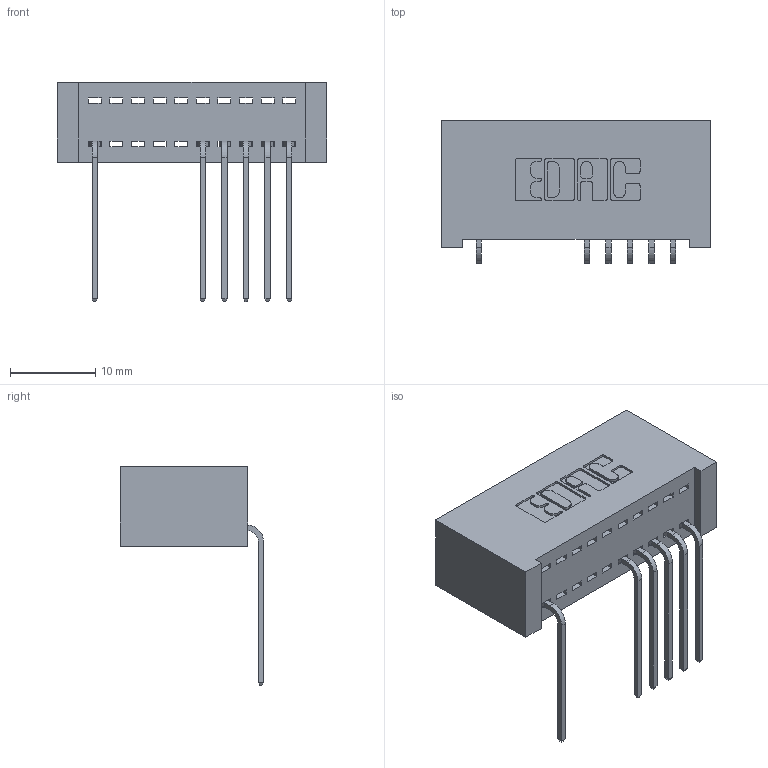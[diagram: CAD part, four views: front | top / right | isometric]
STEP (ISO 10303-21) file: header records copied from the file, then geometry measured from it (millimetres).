
FILE_DESCRIPTION (( 'STEP AP203' ), '1' );
FILE_NAME ('392-010-559-101.STEP', '2018-08-14T20:58:31', ( '' ), ( '' ), 'SwSTEP 2.0', 'SolidWorks 2016', '' );
FILE_SCHEMA (( 'CONFIG_CONTROL_DESIGN' ));
Length unit declared in the file: inch
Products named in the file (3): 342 Part_Lugless; 345-292-001_558 559 Tail - 1; 392-010-559-101
Assembly tree (7 placements, depth 2):
  392-010-559-101
    342 Part_Lugless
    345-292-001_558 559 Tail - 1  x6
Bounding box: 31.65 x 16.83 x 25.78 mm (x, y, z)
Volume: 3040.3 mm3; surface area: 4066.8 mm2
Topology: 7 solids, 7 shells, 510 faces, 1535 edges, 1014 vertices
Faces by surface type: plane 374, cylinder 136
Entity records: 9799 total; most frequent: CARTESIAN_POINT 1720, ORIENTED_EDGE 1670, DIRECTION 1503, EDGE_CURVE 835, VECTOR 715, LINE 715, VERTEX_POINT 554, AXIS2_PLACEMENT_3D 394
